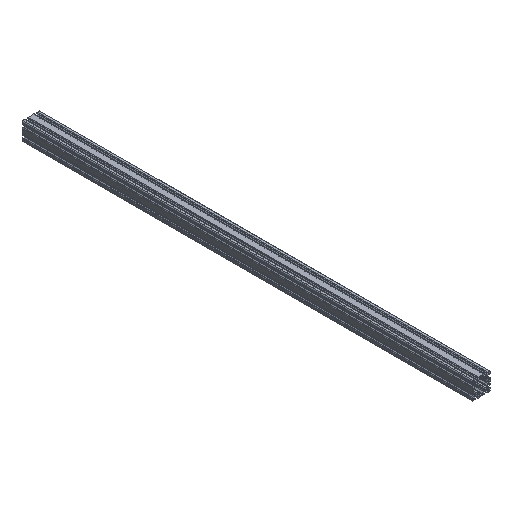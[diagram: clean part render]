
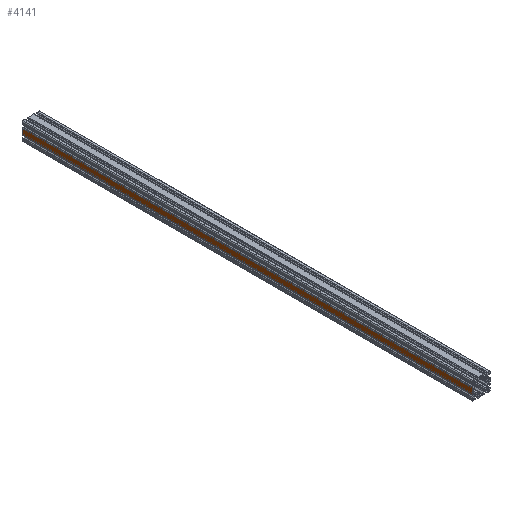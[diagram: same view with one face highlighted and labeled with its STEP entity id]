
A CAD part, isometric view. The second image highlights one B-rep face of the part: STEP entity #4141.
In plain terms, the highlighted planar face has unit normal (-1, 0, 0).
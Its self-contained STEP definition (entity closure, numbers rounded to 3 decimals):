
#27=PLANE('',#4493);
#135=FACE_OUTER_BOUND('',#358,.T.);
#358=EDGE_LOOP('',(#2957,#2958,#2959,#2960));
#660=LINE('',#6449,#1084);
#686=LINE('',#6576,#1110);
#687=LINE('',#6579,#1111);
#688=LINE('',#6580,#1112);
#1084=VECTOR('',#5060,10.);
#1110=VECTOR('',#5164,10.);
#1111=VECTOR('',#5167,10.);
#1112=VECTOR('',#5168,10.);
#1806=VERTEX_POINT('',#6446);
#1807=VERTEX_POINT('',#6448);
#1868=VERTEX_POINT('',#6572);
#1870=VERTEX_POINT('',#6578);
#2240=EDGE_CURVE('',#1807,#1806,#660,.T.);
#2304=EDGE_CURVE('',#1807,#1868,#686,.T.);
#2305=EDGE_CURVE('',#1870,#1806,#687,.T.);
#2306=EDGE_CURVE('',#1868,#1870,#688,.T.);
#2957=ORIENTED_EDGE('',*,*,#2304,.F.);
#2958=ORIENTED_EDGE('',*,*,#2240,.T.);
#2959=ORIENTED_EDGE('',*,*,#2305,.F.);
#2960=ORIENTED_EDGE('',*,*,#2306,.F.);
#4141=ADVANCED_FACE('',(#135),#27,.T.);
#4493=AXIS2_PLACEMENT_3D('',#6577,#5165,#5166);
#5060=DIRECTION('',(0.,0.,-1.));
#5164=DIRECTION('',(0.,-1.,0.));
#5165=DIRECTION('center_axis',(-1.,0.,0.));
#5166=DIRECTION('ref_axis',(0.,0.,-1.));
#5167=DIRECTION('',(0.,1.,0.));
#5168=DIRECTION('',(0.,0.,-1.));
#6446=CARTESIAN_POINT('',(-20.,500.,-6.73));
#6448=CARTESIAN_POINT('',(-20.,500.,6.57));
#6449=CARTESIAN_POINT('',(-20.,500.,3.685));
#6572=CARTESIAN_POINT('',(-20.,-500.,6.57));
#6576=CARTESIAN_POINT('',(-20.,0.,6.57));
#6577=CARTESIAN_POINT('Origin',(-20.,0.,7.37));
#6578=CARTESIAN_POINT('',(-20.,-500.,-6.73));
#6579=CARTESIAN_POINT('',(-20.,0.,-6.73));
#6580=CARTESIAN_POINT('',(-20.,-500.,3.685));
